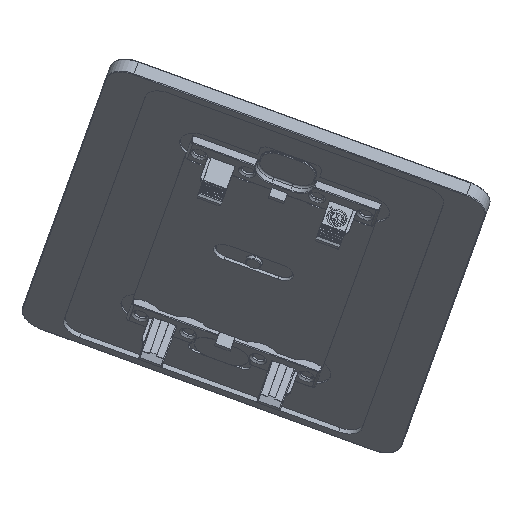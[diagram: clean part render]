
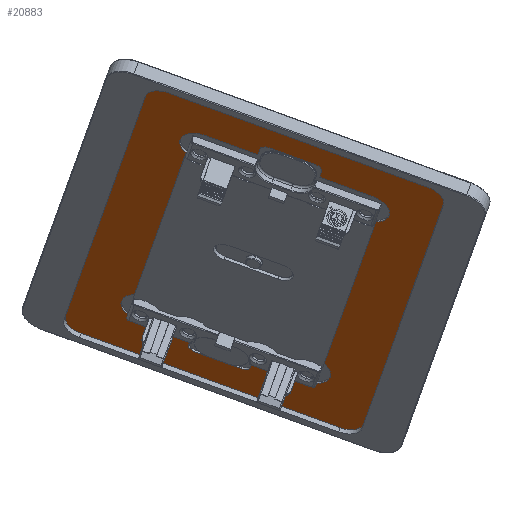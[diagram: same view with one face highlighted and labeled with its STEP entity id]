
A CAD part, left-side view. The second image highlights one B-rep face of the part: STEP entity #20883.
In plain terms, the highlighted face is planar.
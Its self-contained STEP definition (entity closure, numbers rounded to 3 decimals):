
#20412=CARTESIAN_POINT('Vertex',(33.34,-24.5,1.3)) ;
#20415=CARTESIAN_POINT('Line Origine',(0.,-24.5,1.3)) ;
#20419=CARTESIAN_POINT('Vertex',(-33.34,-24.5,1.3)) ;
#20526=CARTESIAN_POINT('Vertex',(57.5,-33.5,1.3)) ;
#20529=CARTESIAN_POINT('Line Origine',(57.5,0.,1.3)) ;
#20533=CARTESIAN_POINT('Vertex',(57.5,33.5,1.3)) ;
#20557=CARTESIAN_POINT('Vertex',(52.5,-38.5,1.3)) ;
#20560=CARTESIAN_POINT('Axis2P3D Location',(52.5,-33.5,1.3)) ;
#20581=CARTESIAN_POINT('Vertex',(-52.5,-38.5,1.3)) ;
#20584=CARTESIAN_POINT('Line Origine',(0.,-38.5,1.3)) ;
#20682=CARTESIAN_POINT('Axis2P3D Location',(0.,0.,1.3)) ;
#20687=CARTESIAN_POINT('Axis2P3D Location',(-52.5,33.5,1.3)) ;
#20691=CARTESIAN_POINT('Vertex',(-57.5,33.5,1.3)) ;
#20693=CARTESIAN_POINT('Vertex',(-52.5,38.5,1.3)) ;
#20696=CARTESIAN_POINT('Line Origine',(0.,38.5,1.3)) ;
#20700=CARTESIAN_POINT('Vertex',(52.5,38.5,1.3)) ;
#20703=CARTESIAN_POINT('Axis2P3D Location',(52.5,33.5,1.3)) ;
#20708=CARTESIAN_POINT('Axis2P3D Location',(-52.5,-33.5,1.3)) ;
#20712=CARTESIAN_POINT('Vertex',(-57.5,-33.5,1.3)) ;
#20715=CARTESIAN_POINT('Line Origine',(-57.5,0.,1.3)) ;
#20730=CARTESIAN_POINT('Axis2P3D Location',(37.95,-21.5,1.3)) ;
#20734=CARTESIAN_POINT('Vertex',(43.45,-21.5,1.3)) ;
#20737=CARTESIAN_POINT('Line Origine',(43.45,-14.75,1.3)) ;
#20741=CARTESIAN_POINT('Vertex',(43.45,-8.,1.3)) ;
#20744=CARTESIAN_POINT('Line Origine',(44.7,-8.,1.3)) ;
#20748=CARTESIAN_POINT('Vertex',(45.95,-8.,1.3)) ;
#20751=CARTESIAN_POINT('Axis2P3D Location',(45.95,-6.,1.3)) ;
#20755=CARTESIAN_POINT('Vertex',(47.95,-6.,1.3)) ;
#20758=CARTESIAN_POINT('Line Origine',(47.95,0.,1.3)) ;
#20762=CARTESIAN_POINT('Vertex',(47.95,6.,1.3)) ;
#20765=CARTESIAN_POINT('Axis2P3D Location',(45.95,6.,1.3)) ;
#20769=CARTESIAN_POINT('Vertex',(45.95,8.,1.3)) ;
#20772=CARTESIAN_POINT('Line Origine',(44.7,8.,1.3)) ;
#20776=CARTESIAN_POINT('Vertex',(43.45,8.,1.3)) ;
#20779=CARTESIAN_POINT('Line Origine',(43.45,14.75,1.3)) ;
#20783=CARTESIAN_POINT('Vertex',(43.45,21.5,1.3)) ;
#20786=CARTESIAN_POINT('Axis2P3D Location',(37.95,21.5,1.3)) ;
#20790=CARTESIAN_POINT('Vertex',(33.34,24.5,1.3)) ;
#20793=CARTESIAN_POINT('Line Origine',(0.,24.5,1.3)) ;
#20797=CARTESIAN_POINT('Vertex',(-33.34,24.5,1.3)) ;
#20800=CARTESIAN_POINT('Axis2P3D Location',(-37.95,21.5,1.3)) ;
#20804=CARTESIAN_POINT('Vertex',(-43.45,21.5,1.3)) ;
#20807=CARTESIAN_POINT('Line Origine',(-43.45,14.75,1.3)) ;
#20811=CARTESIAN_POINT('Vertex',(-43.45,8.,1.3)) ;
#20814=CARTESIAN_POINT('Line Origine',(-44.7,8.,1.3)) ;
#20818=CARTESIAN_POINT('Vertex',(-45.95,8.,1.3)) ;
#20821=CARTESIAN_POINT('Axis2P3D Location',(-45.95,6.,1.3)) ;
#20825=CARTESIAN_POINT('Vertex',(-47.95,6.,1.3)) ;
#20828=CARTESIAN_POINT('Line Origine',(-47.95,0.,1.3)) ;
#20832=CARTESIAN_POINT('Vertex',(-47.95,-6.,1.3)) ;
#20835=CARTESIAN_POINT('Axis2P3D Location',(-45.95,-6.,1.3)) ;
#20839=CARTESIAN_POINT('Vertex',(-45.95,-8.,1.3)) ;
#20842=CARTESIAN_POINT('Line Origine',(-44.7,-8.,1.3)) ;
#20846=CARTESIAN_POINT('Vertex',(-43.45,-8.,1.3)) ;
#20849=CARTESIAN_POINT('Line Origine',(-43.45,-14.75,1.3)) ;
#20853=CARTESIAN_POINT('Vertex',(-43.45,-21.5,1.3)) ;
#20856=CARTESIAN_POINT('Axis2P3D Location',(-37.95,-21.5,1.3)) ;
#20416=DIRECTION('Vector Direction',(1.,0.,0.)) ;
#20530=DIRECTION('Vector Direction',(0.,1.,0.)) ;
#20561=DIRECTION('Axis2P3D Direction',(0.,0.,-1.)) ;
#20585=DIRECTION('Vector Direction',(1.,0.,0.)) ;
#20683=DIRECTION('Axis2P3D Direction',(0.,0.,-1.)) ;
#20684=DIRECTION('Axis2P3D XDirection',(1.,0.,0.)) ;
#20688=DIRECTION('Axis2P3D Direction',(0.,0.,-1.)) ;
#20697=DIRECTION('Vector Direction',(1.,0.,0.)) ;
#20704=DIRECTION('Axis2P3D Direction',(0.,0.,-1.)) ;
#20709=DIRECTION('Axis2P3D Direction',(0.,0.,-1.)) ;
#20716=DIRECTION('Vector Direction',(0.,1.,0.)) ;
#20731=DIRECTION('Axis2P3D Direction',(0.,0.,-1.)) ;
#20738=DIRECTION('Vector Direction',(0.,-1.,0.)) ;
#20745=DIRECTION('Vector Direction',(1.,0.,0.)) ;
#20752=DIRECTION('Axis2P3D Direction',(0.,0.,-1.)) ;
#20759=DIRECTION('Vector Direction',(0.,-1.,0.)) ;
#20766=DIRECTION('Axis2P3D Direction',(0.,0.,-1.)) ;
#20773=DIRECTION('Vector Direction',(1.,0.,0.)) ;
#20780=DIRECTION('Vector Direction',(0.,-1.,0.)) ;
#20787=DIRECTION('Axis2P3D Direction',(0.,0.,-1.)) ;
#20794=DIRECTION('Vector Direction',(1.,0.,0.)) ;
#20801=DIRECTION('Axis2P3D Direction',(0.,0.,-1.)) ;
#20808=DIRECTION('Vector Direction',(0.,-1.,0.)) ;
#20815=DIRECTION('Vector Direction',(1.,0.,0.)) ;
#20822=DIRECTION('Axis2P3D Direction',(0.,0.,-1.)) ;
#20829=DIRECTION('Vector Direction',(0.,-1.,0.)) ;
#20836=DIRECTION('Axis2P3D Direction',(0.,0.,-1.)) ;
#20843=DIRECTION('Vector Direction',(1.,0.,0.)) ;
#20850=DIRECTION('Vector Direction',(0.,-1.,0.)) ;
#20857=DIRECTION('Axis2P3D Direction',(0.,0.,-1.)) ;
#20562=AXIS2_PLACEMENT_3D('Circle Axis2P3D',#20560,#20561,$) ;
#20685=AXIS2_PLACEMENT_3D('Plane Axis2P3D',#20682,#20683,#20684) ;
#20689=AXIS2_PLACEMENT_3D('Circle Axis2P3D',#20687,#20688,$) ;
#20705=AXIS2_PLACEMENT_3D('Circle Axis2P3D',#20703,#20704,$) ;
#20710=AXIS2_PLACEMENT_3D('Circle Axis2P3D',#20708,#20709,$) ;
#20732=AXIS2_PLACEMENT_3D('Circle Axis2P3D',#20730,#20731,$) ;
#20753=AXIS2_PLACEMENT_3D('Circle Axis2P3D',#20751,#20752,$) ;
#20767=AXIS2_PLACEMENT_3D('Circle Axis2P3D',#20765,#20766,$) ;
#20788=AXIS2_PLACEMENT_3D('Circle Axis2P3D',#20786,#20787,$) ;
#20802=AXIS2_PLACEMENT_3D('Circle Axis2P3D',#20800,#20801,$) ;
#20823=AXIS2_PLACEMENT_3D('Circle Axis2P3D',#20821,#20822,$) ;
#20837=AXIS2_PLACEMENT_3D('Circle Axis2P3D',#20835,#20836,$) ;
#20858=AXIS2_PLACEMENT_3D('Circle Axis2P3D',#20856,#20857,$) ;
#20721=ORIENTED_EDGE('',*,*,#20695,.T.) ;
#20722=ORIENTED_EDGE('',*,*,#20702,.T.) ;
#20723=ORIENTED_EDGE('',*,*,#20707,.F.) ;
#20724=ORIENTED_EDGE('',*,*,#20535,.F.) ;
#20725=ORIENTED_EDGE('',*,*,#20564,.T.) ;
#20726=ORIENTED_EDGE('',*,*,#20588,.F.) ;
#20727=ORIENTED_EDGE('',*,*,#20714,.F.) ;
#20728=ORIENTED_EDGE('',*,*,#20719,.T.) ;
#20862=ORIENTED_EDGE('',*,*,#20421,.F.) ;
#20863=ORIENTED_EDGE('',*,*,#20736,.F.) ;
#20864=ORIENTED_EDGE('',*,*,#20743,.F.) ;
#20865=ORIENTED_EDGE('',*,*,#20750,.T.) ;
#20866=ORIENTED_EDGE('',*,*,#20757,.F.) ;
#20867=ORIENTED_EDGE('',*,*,#20764,.F.) ;
#20868=ORIENTED_EDGE('',*,*,#20771,.F.) ;
#20869=ORIENTED_EDGE('',*,*,#20778,.F.) ;
#20870=ORIENTED_EDGE('',*,*,#20785,.F.) ;
#20871=ORIENTED_EDGE('',*,*,#20792,.F.) ;
#20872=ORIENTED_EDGE('',*,*,#20799,.T.) ;
#20873=ORIENTED_EDGE('',*,*,#20806,.F.) ;
#20874=ORIENTED_EDGE('',*,*,#20813,.T.) ;
#20875=ORIENTED_EDGE('',*,*,#20820,.F.) ;
#20876=ORIENTED_EDGE('',*,*,#20827,.F.) ;
#20877=ORIENTED_EDGE('',*,*,#20834,.T.) ;
#20878=ORIENTED_EDGE('',*,*,#20841,.F.) ;
#20879=ORIENTED_EDGE('',*,*,#20848,.T.) ;
#20880=ORIENTED_EDGE('',*,*,#20855,.T.) ;
#20881=ORIENTED_EDGE('',*,*,#20860,.F.) ;
#20882=FACE_BOUND('',#20861,.T.) ;
#20417=VECTOR('Line Direction',#20416,1.) ;
#20531=VECTOR('Line Direction',#20530,1.) ;
#20586=VECTOR('Line Direction',#20585,1.) ;
#20698=VECTOR('Line Direction',#20697,1.) ;
#20717=VECTOR('Line Direction',#20716,1.) ;
#20739=VECTOR('Line Direction',#20738,1.) ;
#20746=VECTOR('Line Direction',#20745,1.) ;
#20760=VECTOR('Line Direction',#20759,1.) ;
#20774=VECTOR('Line Direction',#20773,1.) ;
#20781=VECTOR('Line Direction',#20780,1.) ;
#20795=VECTOR('Line Direction',#20794,1.) ;
#20809=VECTOR('Line Direction',#20808,1.) ;
#20816=VECTOR('Line Direction',#20815,1.) ;
#20830=VECTOR('Line Direction',#20829,1.) ;
#20844=VECTOR('Line Direction',#20843,1.) ;
#20851=VECTOR('Line Direction',#20850,1.) ;
#20883=ADVANCED_FACE('placca CORIAN',(#20729,#20882),#20686,.T.) ;
#20563=CIRCLE('generated circle',#20562,5.) ;
#20690=CIRCLE('generated circle',#20689,5.) ;
#20706=CIRCLE('generated circle',#20705,5.) ;
#20711=CIRCLE('generated circle',#20710,5.) ;
#20733=CIRCLE('generated circle',#20732,5.5) ;
#20754=CIRCLE('generated circle',#20753,2.) ;
#20768=CIRCLE('generated circle',#20767,2.) ;
#20789=CIRCLE('generated circle',#20788,5.5) ;
#20803=CIRCLE('generated circle',#20802,5.5) ;
#20824=CIRCLE('generated circle',#20823,2.) ;
#20838=CIRCLE('generated circle',#20837,2.) ;
#20859=CIRCLE('generated circle',#20858,5.5) ;
#20421=EDGE_CURVE('',#20413,#20420,#20418,.F.) ;
#20535=EDGE_CURVE('',#20527,#20534,#20532,.T.) ;
#20564=EDGE_CURVE('',#20527,#20558,#20563,.T.) ;
#20588=EDGE_CURVE('',#20582,#20558,#20587,.T.) ;
#20695=EDGE_CURVE('',#20692,#20694,#20690,.T.) ;
#20702=EDGE_CURVE('',#20694,#20701,#20699,.T.) ;
#20707=EDGE_CURVE('',#20534,#20701,#20706,.F.) ;
#20714=EDGE_CURVE('',#20713,#20582,#20711,.F.) ;
#20719=EDGE_CURVE('',#20713,#20692,#20718,.T.) ;
#20736=EDGE_CURVE('',#20735,#20413,#20733,.T.) ;
#20743=EDGE_CURVE('',#20742,#20735,#20740,.T.) ;
#20750=EDGE_CURVE('',#20742,#20749,#20747,.T.) ;
#20757=EDGE_CURVE('',#20756,#20749,#20754,.T.) ;
#20764=EDGE_CURVE('',#20763,#20756,#20761,.T.) ;
#20771=EDGE_CURVE('',#20770,#20763,#20768,.T.) ;
#20778=EDGE_CURVE('',#20777,#20770,#20775,.T.) ;
#20785=EDGE_CURVE('',#20784,#20777,#20782,.T.) ;
#20792=EDGE_CURVE('',#20791,#20784,#20789,.T.) ;
#20799=EDGE_CURVE('',#20791,#20798,#20796,.F.) ;
#20806=EDGE_CURVE('',#20805,#20798,#20803,.T.) ;
#20813=EDGE_CURVE('',#20805,#20812,#20810,.T.) ;
#20820=EDGE_CURVE('',#20819,#20812,#20817,.T.) ;
#20827=EDGE_CURVE('',#20826,#20819,#20824,.T.) ;
#20834=EDGE_CURVE('',#20826,#20833,#20831,.T.) ;
#20841=EDGE_CURVE('',#20840,#20833,#20838,.T.) ;
#20848=EDGE_CURVE('',#20840,#20847,#20845,.T.) ;
#20855=EDGE_CURVE('',#20847,#20854,#20852,.T.) ;
#20860=EDGE_CURVE('',#20420,#20854,#20859,.T.) ;
#20720=EDGE_LOOP('',(#20721,#20722,#20723,#20724,#20725,#20726,#20727,#20728)) ;
#20861=EDGE_LOOP('',(#20862,#20863,#20864,#20865,#20866,#20867,#20868,#20869,#20870,#20871,#20872,#20873,#20874,#20875,#20876,#20877,#20878,#20879,#20880,#20881)) ;
#20729=FACE_OUTER_BOUND('',#20720,.T.) ;
#20418=LINE('Line',#20415,#20417) ;
#20532=LINE('Line',#20529,#20531) ;
#20587=LINE('Line',#20584,#20586) ;
#20699=LINE('Line',#20696,#20698) ;
#20718=LINE('Line',#20715,#20717) ;
#20740=LINE('Line',#20737,#20739) ;
#20747=LINE('Line',#20744,#20746) ;
#20761=LINE('Line',#20758,#20760) ;
#20775=LINE('Line',#20772,#20774) ;
#20782=LINE('Line',#20779,#20781) ;
#20796=LINE('Line',#20793,#20795) ;
#20810=LINE('Line',#20807,#20809) ;
#20817=LINE('Line',#20814,#20816) ;
#20831=LINE('Line',#20828,#20830) ;
#20845=LINE('Line',#20842,#20844) ;
#20852=LINE('Line',#20849,#20851) ;
#20686=PLANE('',#20685) ;
#20413=VERTEX_POINT('',#20412) ;
#20420=VERTEX_POINT('',#20419) ;
#20527=VERTEX_POINT('',#20526) ;
#20534=VERTEX_POINT('',#20533) ;
#20558=VERTEX_POINT('',#20557) ;
#20582=VERTEX_POINT('',#20581) ;
#20692=VERTEX_POINT('',#20691) ;
#20694=VERTEX_POINT('',#20693) ;
#20701=VERTEX_POINT('',#20700) ;
#20713=VERTEX_POINT('',#20712) ;
#20735=VERTEX_POINT('',#20734) ;
#20742=VERTEX_POINT('',#20741) ;
#20749=VERTEX_POINT('',#20748) ;
#20756=VERTEX_POINT('',#20755) ;
#20763=VERTEX_POINT('',#20762) ;
#20770=VERTEX_POINT('',#20769) ;
#20777=VERTEX_POINT('',#20776) ;
#20784=VERTEX_POINT('',#20783) ;
#20791=VERTEX_POINT('',#20790) ;
#20798=VERTEX_POINT('',#20797) ;
#20805=VERTEX_POINT('',#20804) ;
#20812=VERTEX_POINT('',#20811) ;
#20819=VERTEX_POINT('',#20818) ;
#20826=VERTEX_POINT('',#20825) ;
#20833=VERTEX_POINT('',#20832) ;
#20840=VERTEX_POINT('',#20839) ;
#20847=VERTEX_POINT('',#20846) ;
#20854=VERTEX_POINT('',#20853) ;
